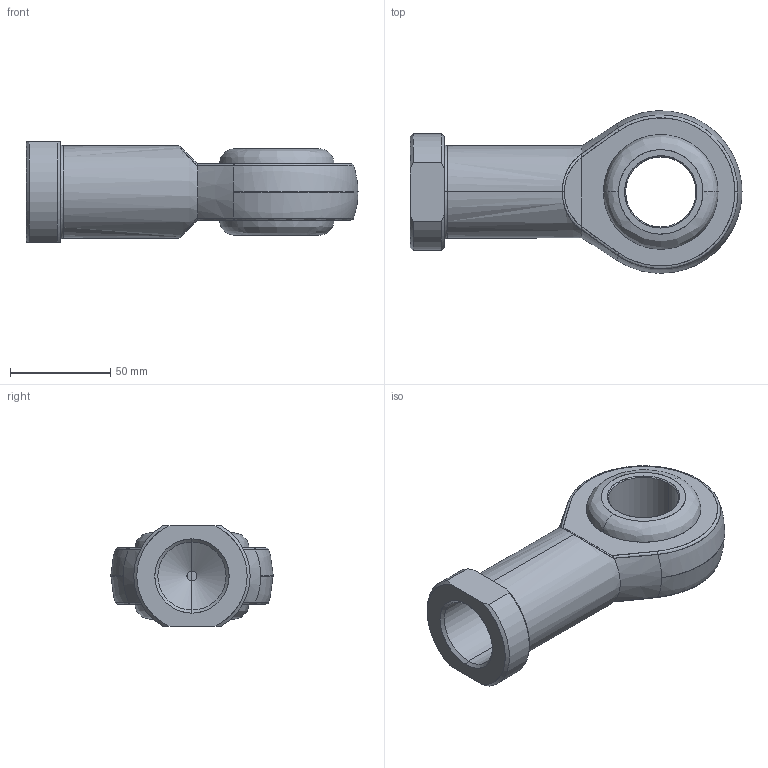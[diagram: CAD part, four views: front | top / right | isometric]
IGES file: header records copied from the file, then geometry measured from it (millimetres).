
Start section: SolidWorks IGES file using analytic representation for surfaces
Global section: file name: 160-KMB-RE-(35 ) .IGS; native system: SolidWorks 2010; preprocessor: SolidWorks 2010; author: Yeni; date: 130724.083732; units: millimetre
Bounding box: 165.5 x 80.95 x 50 mm (x, y, z)
Surface area: 43345.1 mm2 (no closed solid volume)
Topology: 0 solids, 0 shells, 55 faces, 1112 edges, 1111 vertices
Faces by surface type: revolution 28, bspline 27
